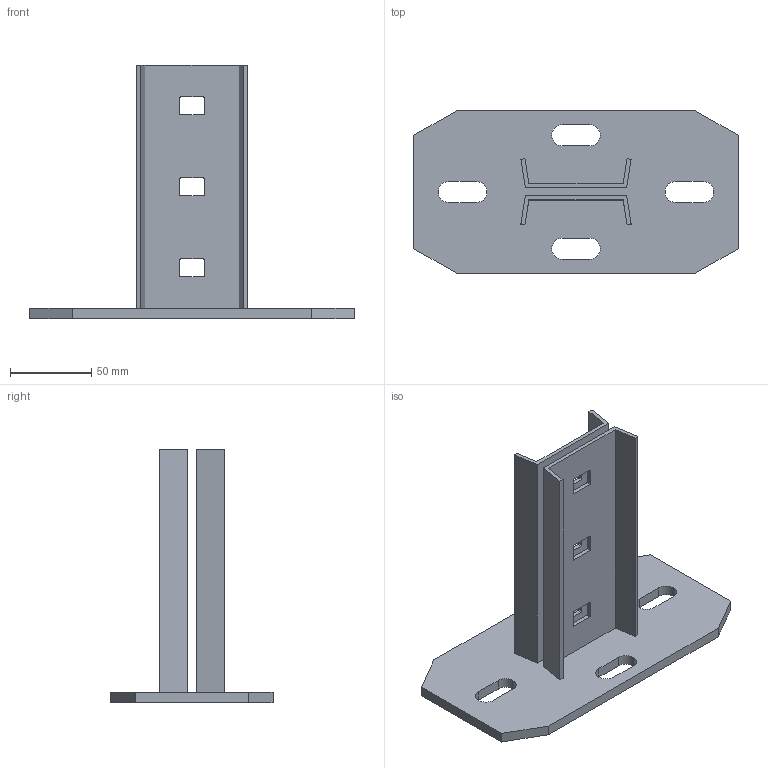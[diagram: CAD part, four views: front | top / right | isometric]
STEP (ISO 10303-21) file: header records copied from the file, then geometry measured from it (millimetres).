
FILE_DESCRIPTION((''),'2;1');
FILE_NAME('6347053_ASM','2012-08-17T',('AndreasKeweloh'),(''),'PRO/ENGINEER BY PARAMETRIC TECHNOLOGY CORPORATION, 2012130','PRO/ENGINEER BY PARAMETRIC TECHNOLOGY CORPORATION, 2012130','');
FILE_SCHEMA(('CONFIG_CONTROL_DESIGN'));
Length unit declared in the file: millimetre
Products named in the file (3): 6347053_1; 6347053_027; 6347053_ASM
Assembly tree (3 placements, depth 2):
  6347053_ASM
    6347053_1
    6347053_027  x2
Bounding box: 200 x 100 x 156.5 mm (x, y, z)
Volume: 183300.1 mm3; surface area: 98423.3 mm2
Topology: 3 solids, 3 shells, 98 faces, 279 edges, 187 vertices
Faces by surface type: plane 62, cylinder 36
Entity records: 2226 total; most frequent: CARTESIAN_POINT 376, DIRECTION 374, ORIENTED_EDGE 366, EDGE_CURVE 183, VECTOR 132, LINE 132, VERTEX_POINT 123, AXIS2_PLACEMENT_3D 121
